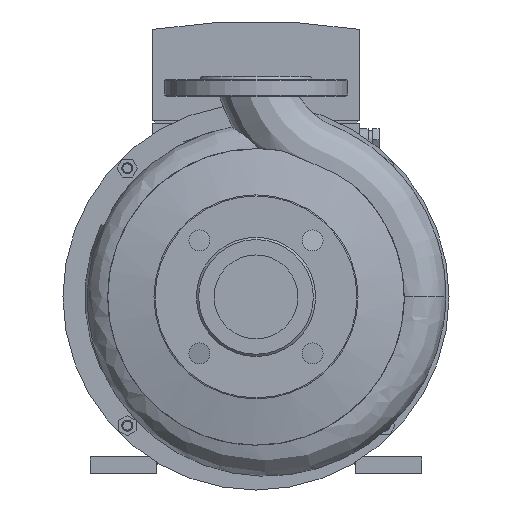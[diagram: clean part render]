
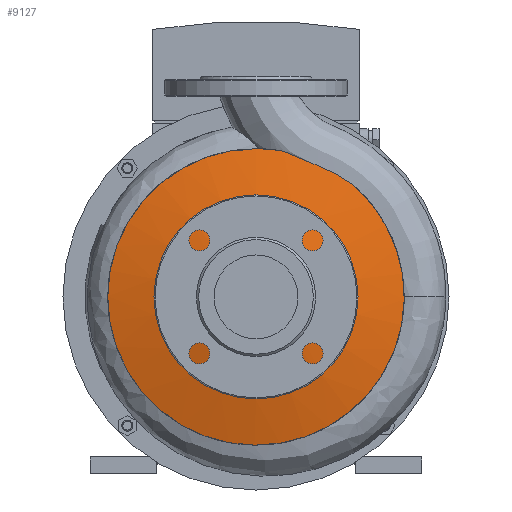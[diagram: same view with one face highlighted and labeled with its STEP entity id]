
A CAD part, left-side view. The second image highlights one B-rep face of the part: STEP entity #9127.
In plain terms, the highlighted conical face has half-angle 77.424 degrees and reference radius 93.715 mm.
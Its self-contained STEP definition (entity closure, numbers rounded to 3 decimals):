
#35=CONICAL_SURFACE('',#10013,93.715,1.351);
#339=FACE_BOUND('',#2193,.T.);
#725=CIRCLE('',#10014,134.38);
#726=CIRCLE('',#10015,53.05);
#1550=FACE_OUTER_BOUND('',#2192,.T.);
#2192=EDGE_LOOP('',(#8446,#8447));
#2193=EDGE_LOOP('',(#8448));
#2293=B_SPLINE_CURVE_WITH_KNOTS('',3,(#18776,#18777,#18778,#18779,#18780,
#18781,#18782,#18783,#18784,#18785,#18786,#18787,#18788,#18789,#18790,#18791,
#18792,#18793,#18794,#18795,#18796,#18797,#18798,#18799,#18800,#18801,#18802,
#18803,#18804,#18805,#18806,#18807,#18808,#18809,#18810,#18811,#18812,#18813,
#18814,#18815),.UNSPECIFIED.,.F.,.F.,(4,3,3,3,3,3,3,3,3,3,3,3,3,4),(7.789,
8.515,9.043,9.676,9.993,10.152,
10.199,10.25,10.309,10.719,11.096,
11.186,11.269,11.473),.UNSPECIFIED.);
#4699=VERTEX_POINT('',#18761);
#4700=VERTEX_POINT('',#18775);
#4710=VERTEX_POINT('',#18925);
#5951=EDGE_CURVE('',#4700,#4699,#2293,.T.);
#5967=EDGE_CURVE('',#4699,#4700,#725,.T.);
#5968=EDGE_CURVE('',#4710,#4710,#726,.T.);
#8446=ORIENTED_EDGE('',*,*,#5951,.T.);
#8447=ORIENTED_EDGE('',*,*,#5967,.T.);
#8448=ORIENTED_EDGE('',*,*,#5968,.F.);
#9127=ADVANCED_FACE('',(#1550,#339),#35,.T.);
#10013=AXIS2_PLACEMENT_3D('',#18923,#12523,#12524);
#10014=AXIS2_PLACEMENT_3D('',#18924,#12525,#12526);
#10015=AXIS2_PLACEMENT_3D('',#18926,#12527,#12528);
#12523=DIRECTION('center_axis',(1.,0.,0.));
#12524=DIRECTION('ref_axis',(0.,0.,1.));
#12525=DIRECTION('center_axis',(-1.,0.,0.));
#12526=DIRECTION('ref_axis',(0.,0.,1.));
#12527=DIRECTION('center_axis',(-1.,0.,0.));
#12528=DIRECTION('ref_axis',(0.,0.,1.));
#18761=CARTESIAN_POINT('',(-31.857,-25.15,292.005));
#18775=CARTESIAN_POINT('',(-31.857,-88.313,261.286));
#18776=CARTESIAN_POINT('Ctrl Pts',(-31.857,-88.313,261.286));
#18777=CARTESIAN_POINT('Ctrl Pts',(-31.922,-85.412,
263.43));
#18778=CARTESIAN_POINT('Ctrl Pts',(-31.987,-82.411,
265.464));
#18779=CARTESIAN_POINT('Ctrl Pts',(-32.053,-79.336,
267.371));
#18780=CARTESIAN_POINT('Ctrl Pts',(-32.1,-77.104,
268.756));
#18781=CARTESIAN_POINT('Ctrl Pts',(-32.148,-74.828,
270.076));
#18782=CARTESIAN_POINT('Ctrl Pts',(-32.195,-72.519,
271.327));
#18783=CARTESIAN_POINT('Ctrl Pts',(-32.252,-69.748,
272.828));
#18784=CARTESIAN_POINT('Ctrl Pts',(-32.308,-66.936,
274.226));
#18785=CARTESIAN_POINT('Ctrl Pts',(-32.364,-64.075,
275.53));
#18786=CARTESIAN_POINT('Ctrl Pts',(-32.391,-62.644,
276.181));
#18787=CARTESIAN_POINT('Ctrl Pts',(-32.419,-61.201,
276.809));
#18788=CARTESIAN_POINT('Ctrl Pts',(-32.446,-59.745,
277.414));
#18789=CARTESIAN_POINT('Ctrl Pts',(-32.459,-59.013,
277.718));
#18790=CARTESIAN_POINT('Ctrl Pts',(-32.473,-58.278,
278.017));
#18791=CARTESIAN_POINT('Ctrl Pts',(-32.486,-57.54,
278.309));
#18792=CARTESIAN_POINT('Ctrl Pts',(-32.49,-57.32,
278.396));
#18793=CARTESIAN_POINT('Ctrl Pts',(-32.494,-57.101,278.483));
#18794=CARTESIAN_POINT('Ctrl Pts',(-32.498,-56.881,
278.568));
#18795=CARTESIAN_POINT('Ctrl Pts',(-32.502,-56.642,278.662));
#18796=CARTESIAN_POINT('Ctrl Pts',(-32.507,-56.396,
278.757));
#18797=CARTESIAN_POINT('Ctrl Pts',(-32.511,-56.136,278.857));
#18798=CARTESIAN_POINT('Ctrl Pts',(-32.517,-55.835,
278.972));
#18799=CARTESIAN_POINT('Ctrl Pts',(-32.522,-55.52,
279.093));
#18800=CARTESIAN_POINT('Ctrl Pts',(-32.528,-55.188,279.217));
#18801=CARTESIAN_POINT('Ctrl Pts',(-32.568,-52.891,
280.082));
#18802=CARTESIAN_POINT('Ctrl Pts',(-32.603,-49.889,281.225));
#18803=CARTESIAN_POINT('Ctrl Pts',(-32.591,-46.457,
282.58));
#18804=CARTESIAN_POINT('Ctrl Pts',(-32.581,-43.297,
283.828));
#18805=CARTESIAN_POINT('Ctrl Pts',(-32.531,-39.772,
285.257));
#18806=CARTESIAN_POINT('Ctrl Pts',(-32.412,-36.11,286.853));
#18807=CARTESIAN_POINT('Ctrl Pts',(-32.384,-35.238,
287.233));
#18808=CARTESIAN_POINT('Ctrl Pts',(-32.352,-34.357,
287.623));
#18809=CARTESIAN_POINT('Ctrl Pts',(-32.315,-33.472,
288.022));
#18810=CARTESIAN_POINT('Ctrl Pts',(-32.282,-32.657,
288.389));
#18811=CARTESIAN_POINT('Ctrl Pts',(-32.245,-31.843,
288.762));
#18812=CARTESIAN_POINT('Ctrl Pts',(-32.206,-31.036,
289.139));
#18813=CARTESIAN_POINT('Ctrl Pts',(-32.108,-29.042,
290.068));
#18814=CARTESIAN_POINT('Ctrl Pts',(-31.992,-27.081,
291.023));
#18815=CARTESIAN_POINT('Ctrl Pts',(-31.857,-25.15,292.005));
#18923=CARTESIAN_POINT('Origin',(-40.929,0.,160.));
#18924=CARTESIAN_POINT('Origin',(-31.857,0.,160.));
#18925=CARTESIAN_POINT('',(-50.,0.,213.05));
#18926=CARTESIAN_POINT('Origin',(-50.,0.,160.));
